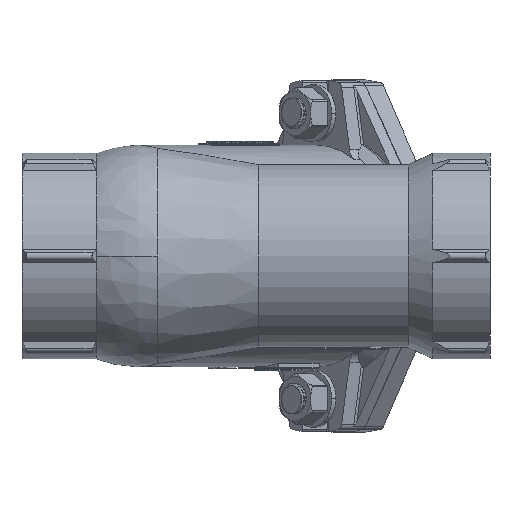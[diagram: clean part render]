
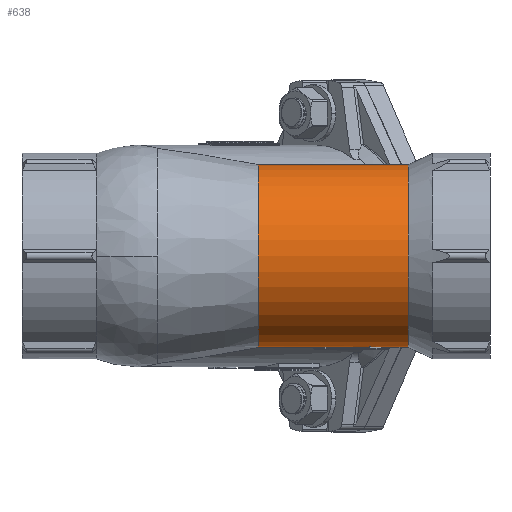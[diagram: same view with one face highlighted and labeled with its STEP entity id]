
A CAD part, front view. The second image highlights one B-rep face of the part: STEP entity #638.
In plain terms, the highlighted cylindrical face has radius 48 mm (diameter 96 mm), a partial arc.
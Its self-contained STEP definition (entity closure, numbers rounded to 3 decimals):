
#60 = CARTESIAN_POINT ( 'NONE',  ( 0., -3., -47.906 ) ) ;
#457 = ORIENTED_EDGE ( 'NONE', *, *, #34741, .F. ) ;
#513 = EDGE_CURVE ( 'NONE', #7678, #20770, #35987, .T. ) ;
#638 = ADVANCED_FACE ( 'NONE', ( #24469 ), #13110, .T. ) ;
#754 = LINE ( 'NONE', #6684, #33019 ) ;
#1466 = LINE ( 'NONE', #60, #34220 ) ;
#2204 = ORIENTED_EDGE ( 'NONE', *, *, #16692, .F. ) ;
#2254 = DIRECTION ( 'NONE',  ( 0., 0., 1. ) ) ;
#2335 = AXIS2_PLACEMENT_3D ( 'NONE', #18107, #29699, #35704 ) ;
#5107 = AXIS2_PLACEMENT_3D ( 'NONE', #24935, #27850, #30537 ) ;
#5215 = DIRECTION ( 'NONE',  ( 1., 0., 0. ) ) ;
#6224 = ORIENTED_EDGE ( 'NONE', *, *, #22346, .F. ) ;
#6296 = CIRCLE ( 'NONE', #37471, 48. ) ;
#6684 = CARTESIAN_POINT ( 'NONE',  ( 0., 0., 48. ) ) ;
#6822 = CARTESIAN_POINT ( 'NONE',  ( 193.182, 0., -48. ) ) ;
#7345 = ORIENTED_EDGE ( 'NONE', *, *, #17203, .F. ) ;
#7515 = CARTESIAN_POINT ( 'NONE',  ( 0., 0., -48. ) ) ;
#7678 = VERTEX_POINT ( 'NONE', #6822 ) ;
#8144 = DIRECTION ( 'NONE',  ( 0., 0., -1. ) ) ;
#8236 = VERTEX_POINT ( 'NONE', #27583 ) ;
#10147 = DIRECTION ( 'NONE',  ( -1., 0., 0. ) ) ;
#10378 = VERTEX_POINT ( 'NONE', #31445 ) ;
#10397 = CARTESIAN_POINT ( 'NONE',  ( 193.182, 0., -48. ) ) ;
#11423 = LINE ( 'NONE', #33690, #33693 ) ;
#13110 = CYLINDRICAL_SURFACE ( 'NONE', #23673, 48. ) ;
#13209 = EDGE_CURVE ( 'NONE', #10378, #34363, #33694, .T. ) ;
#14114 = CIRCLE ( 'NONE', #23799, 48. ) ;
#14980 = CARTESIAN_POINT ( 'NONE',  ( 153.379, 0., -48. ) ) ;
#15275 = EDGE_CURVE ( 'NONE', #8236, #32188, #6296, .T. ) ;
#16692 = EDGE_CURVE ( 'NONE', #28788, #27192, #26244, .T. ) ;
#17035 = DIRECTION ( 'NONE',  ( 0., 0., -1. ) ) ;
#17093 = CARTESIAN_POINT ( 'NONE',  ( 182.79, -3., -47.906 ) ) ;
#17203 = EDGE_CURVE ( 'NONE', #10378, #7678, #27088, .T. ) ;
#17312 = CARTESIAN_POINT ( 'NONE',  ( 124.227, 0., -48. ) ) ;
#17546 = EDGE_CURVE ( 'NONE', #34363, #27192, #754, .T. ) ;
#18107 = CARTESIAN_POINT ( 'NONE',  ( 203.133, 0., 0. ) ) ;
#18486 = CARTESIAN_POINT ( 'NONE',  ( 124.227, 0., 48. ) ) ;
#19931 = CARTESIAN_POINT ( 'NONE',  ( 182.79, 0., 0. ) ) ;
#20363 = DIRECTION ( 'NONE',  ( -1., 0., 0. ) ) ;
#20770 = VERTEX_POINT ( 'NONE', #24797 ) ;
#22346 = EDGE_CURVE ( 'NONE', #29797, #8236, #1466, .T. ) ;
#22366 = ORIENTED_EDGE ( 'NONE', *, *, #513, .F. ) ;
#23673 = AXIS2_PLACEMENT_3D ( 'NONE', #30836, #31350, #2254 ) ;
#23799 = AXIS2_PLACEMENT_3D ( 'NONE', #19931, #5215, #8144 ) ;
#24469 = FACE_OUTER_BOUND ( 'NONE', #36254, .T. ) ;
#24797 = CARTESIAN_POINT ( 'NONE',  ( 182.79, -6., -47.624 ) ) ;
#24935 = CARTESIAN_POINT ( 'NONE',  ( 124.227, 0., 0. ) ) ;
#26244 = CIRCLE ( 'NONE', #5107, 48. ) ;
#27088 = LINE ( 'NONE', #7515, #34874 ) ;
#27192 = VERTEX_POINT ( 'NONE', #18486 ) ;
#27583 = CARTESIAN_POINT ( 'NONE',  ( 153.379, -3., -47.906 ) ) ;
#27826 = DIRECTION ( 'NONE',  ( -1., 0., 0. ) ) ;
#27835 = CARTESIAN_POINT ( 'NONE',  ( 203.133, 0., 48. ) ) ;
#27850 = DIRECTION ( 'NONE',  ( -1., 0., 0. ) ) ;
#28788 = VERTEX_POINT ( 'NONE', #17312 ) ;
#29699 = DIRECTION ( 'NONE',  ( -1., 0., 0. ) ) ;
#29797 = VERTEX_POINT ( 'NONE', #17093 ) ;
#30537 = DIRECTION ( 'NONE',  ( 0., 0., 1. ) ) ;
#30712 = CARTESIAN_POINT ( 'NONE',  ( 186.238, -4.009, -47.874 ) ) ;
#30836 = CARTESIAN_POINT ( 'NONE',  ( 0., 0., 0. ) ) ;
#31008 = DIRECTION ( 'NONE',  ( -1., 0., 0. ) ) ;
#31332 = ORIENTED_EDGE ( 'NONE', *, *, #13209, .T. ) ;
#31350 = DIRECTION ( 'NONE',  ( -1., 0., 0. ) ) ;
#31445 = CARTESIAN_POINT ( 'NONE',  ( 203.133, 0., -48. ) ) ;
#32188 = VERTEX_POINT ( 'NONE', #14980 ) ;
#32905 = ORIENTED_EDGE ( 'NONE', *, *, #15275, .F. ) ;
#33019 = VECTOR ( 'NONE', #10147, 1000. ) ;
#33273 = CARTESIAN_POINT ( 'NONE',  ( 189.707, -2.007, -48. ) ) ;
#33690 = CARTESIAN_POINT ( 'NONE',  ( 0., 0., -48. ) ) ;
#33693 = VECTOR ( 'NONE', #31008, 1000. ) ;
#33694 = CIRCLE ( 'NONE', #2335, 48. ) ;
#34220 = VECTOR ( 'NONE', #20363, 1000. ) ;
#34363 = VERTEX_POINT ( 'NONE', #27835 ) ;
#34499 = CARTESIAN_POINT ( 'NONE',  ( 153.379, 0., 0. ) ) ;
#34693 = EDGE_CURVE ( 'NONE', #32188, #28788, #11423, .T. ) ;
#34741 = EDGE_CURVE ( 'NONE', #20770, #29797, #14114, .T. ) ;
#34874 = VECTOR ( 'NONE', #27826, 1000. ) ;
#35704 = DIRECTION ( 'NONE',  ( 0., 0., 1. ) ) ;
#35987 =( BOUNDED_CURVE ( )  B_SPLINE_CURVE ( 3, ( #10397, #33273, #30712, #36215 ),
 .UNSPECIFIED., .F., .F. ) 
 B_SPLINE_CURVE_WITH_KNOTS ( ( 4, 4 ),
 ( 4.712, 4.838 ),
 .UNSPECIFIED. ) 
 CURVE ( )  GEOMETRIC_REPRESENTATION_ITEM ( )  RATIONAL_B_SPLINE_CURVE ( ( 1., 0.999, 0.999, 1. ) ) 
 REPRESENTATION_ITEM ( '' )  );
#36215 = CARTESIAN_POINT ( 'NONE',  ( 182.79, -6., -47.624 ) ) ;
#36254 = EDGE_LOOP ( 'NONE', ( #7345, #31332, #36491, #2204, #37096, #32905, #6224, #457, #22366 ) ) ;
#36491 = ORIENTED_EDGE ( 'NONE', *, *, #17546, .T. ) ;
#37096 = ORIENTED_EDGE ( 'NONE', *, *, #34693, .F. ) ;
#37164 = DIRECTION ( 'NONE',  ( 1., 0., 0. ) ) ;
#37471 = AXIS2_PLACEMENT_3D ( 'NONE', #34499, #37164, #17035 ) ;
